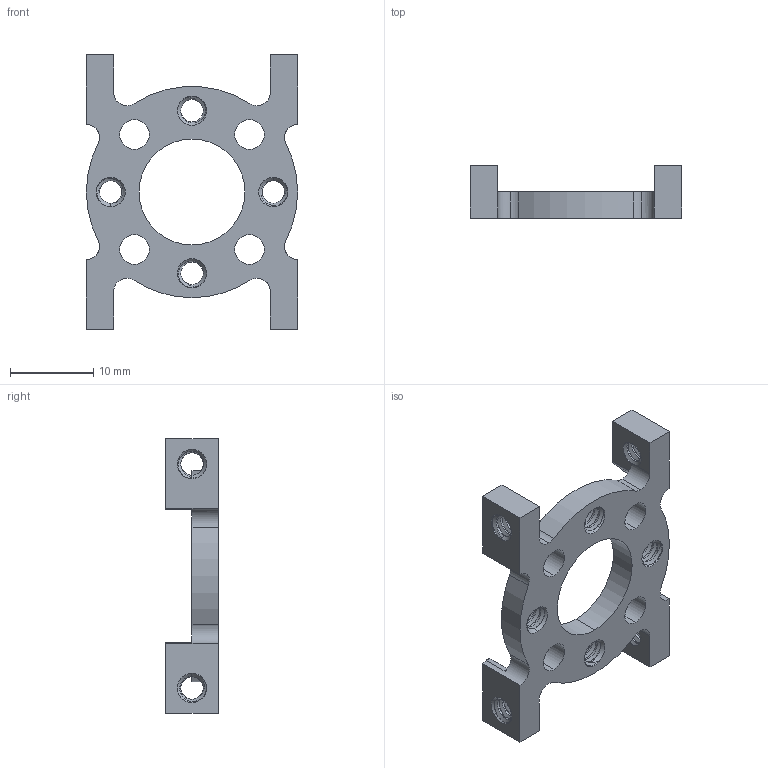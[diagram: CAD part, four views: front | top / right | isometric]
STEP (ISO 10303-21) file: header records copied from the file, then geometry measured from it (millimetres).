
FILE_DESCRIPTION (( 'STEP AP203' ), '1' );
FILE_NAME ('545420.STEP', '2017-06-30T19:46:27', ( '' ), ( '' ), 'SwSTEP 2.0', 'SolidWorks 2016', '' );
FILE_SCHEMA (( 'CONFIG_CONTROL_DESIGN' ));
Length unit declared in the file: inch
Products named in the file (1): 545420
Bounding box: 25.4 x 6.35 x 33.02 mm (x, y, z)
Volume: 1609.7 mm3; surface area: 2194.9 mm2
Topology: 1 solids, 1 shells, 258 faces, 750 edges, 491 vertices
Faces by surface type: cylinder 186, cone 38, plane 18, bspline 16
Entity records: 18014 total; most frequent: CARTESIAN_POINT 11898, ORIENTED_EDGE 1500, DIRECTION 1065, EDGE_CURVE 750, VERTEX_POINT 491, AXIS2_PLACEMENT_3D 412, EDGE_LOOP 281, ADVANCED_FACE 258
